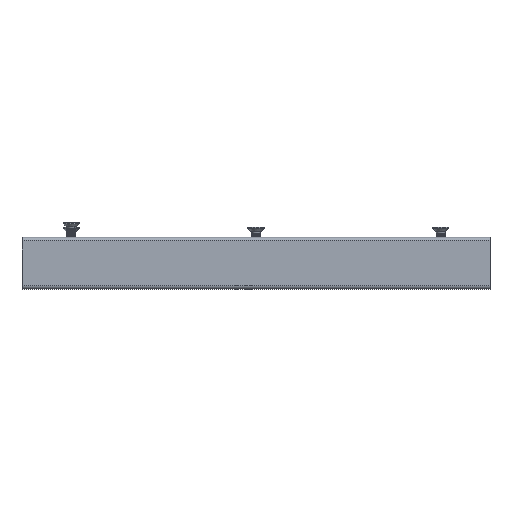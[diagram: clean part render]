
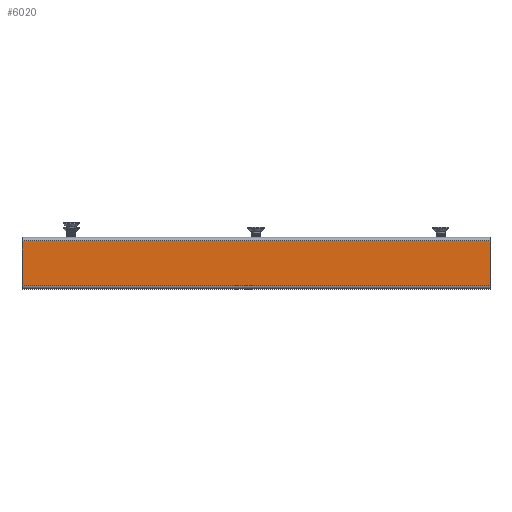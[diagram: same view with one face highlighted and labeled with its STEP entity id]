
A CAD part, front view. The second image highlights one B-rep face of the part: STEP entity #6020.
In plain terms, the highlighted planar face has unit normal (0, -1, 0).
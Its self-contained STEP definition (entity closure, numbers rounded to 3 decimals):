
#483 = ORIENTED_EDGE ( 'NONE', *, *, #25663, .F. ) ;
#647 = ORIENTED_EDGE ( 'NONE', *, *, #26609, .T. ) ;
#660 = CARTESIAN_POINT ( 'NONE',  ( 133., 0., -12.75 ) ) ;
#1142 = FACE_OUTER_BOUND ( 'NONE', #18675, .T. ) ;
#1264 = DIRECTION ( 'NONE',  ( 1., 0., 0. ) ) ;
#1426 = VERTEX_POINT ( 'NONE', #2785 ) ;
#2785 = CARTESIAN_POINT ( 'NONE',  ( 133., 0., -12.75 ) ) ;
#3428 = DIRECTION ( 'NONE',  ( 0., 1., 0. ) ) ;
#3474 = DIRECTION ( 'NONE',  ( 0., 0., 1. ) ) ;
#4764 = VECTOR ( 'NONE', #3474, 1000. ) ;
#5928 = ORIENTED_EDGE ( 'NONE', *, *, #18865, .T. ) ;
#6017 = CARTESIAN_POINT ( 'NONE',  ( -133., 0., -12.75 ) ) ;
#6020 = ADVANCED_FACE ( 'NONE', ( #1142 ), #25229, .F. ) ;
#6062 = CARTESIAN_POINT ( 'NONE',  ( -133., 0., 12.75 ) ) ;
#7181 = CARTESIAN_POINT ( 'NONE',  ( -133., 0., -12.75 ) ) ;
#10367 = LINE ( 'NONE', #26675, #15391 ) ;
#13656 = VERTEX_POINT ( 'NONE', #23912 ) ;
#14429 = VECTOR ( 'NONE', #1264, 1000. ) ;
#15391 = VECTOR ( 'NONE', #29486, 1000. ) ;
#16446 = LINE ( 'NONE', #26902, #29020 ) ;
#18675 = EDGE_LOOP ( 'NONE', ( #647, #28207, #483, #5928 ) ) ;
#18865 = EDGE_CURVE ( 'NONE', #26784, #1426, #33648, .T. ) ;
#20452 = DIRECTION ( 'NONE',  ( 0., 0., -1. ) ) ;
#23912 = CARTESIAN_POINT ( 'NONE',  ( 133., 0., 12.75 ) ) ;
#25229 = PLANE ( 'NONE',  #25329 ) ;
#25329 = AXIS2_PLACEMENT_3D ( 'NONE', #31056, #3428, #20452 ) ;
#25663 = EDGE_CURVE ( 'NONE', #26784, #32486, #10367, .T. ) ;
#26609 = EDGE_CURVE ( 'NONE', #1426, #13656, #27750, .T. ) ;
#26675 = CARTESIAN_POINT ( 'NONE',  ( -133., 0., -12.75 ) ) ;
#26784 = VERTEX_POINT ( 'NONE', #7181 ) ;
#26902 = CARTESIAN_POINT ( 'NONE',  ( -133., 0., 12.75 ) ) ;
#27249 = DIRECTION ( 'NONE',  ( 1., 0., 0. ) ) ;
#27750 = LINE ( 'NONE', #660, #4764 ) ;
#28207 = ORIENTED_EDGE ( 'NONE', *, *, #33615, .F. ) ;
#29020 = VECTOR ( 'NONE', #27249, 1000. ) ;
#29486 = DIRECTION ( 'NONE',  ( 0., 0., 1. ) ) ;
#31056 = CARTESIAN_POINT ( 'NONE',  ( -133., 0., -12.75 ) ) ;
#32486 = VERTEX_POINT ( 'NONE', #6062 ) ;
#33615 = EDGE_CURVE ( 'NONE', #32486, #13656, #16446, .T. ) ;
#33648 = LINE ( 'NONE', #6017, #14429 ) ;
